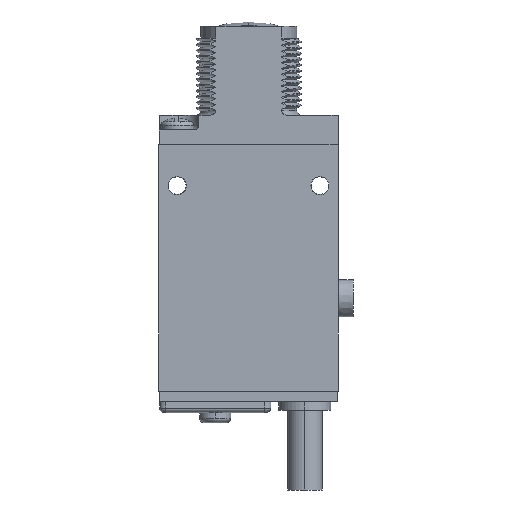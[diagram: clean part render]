
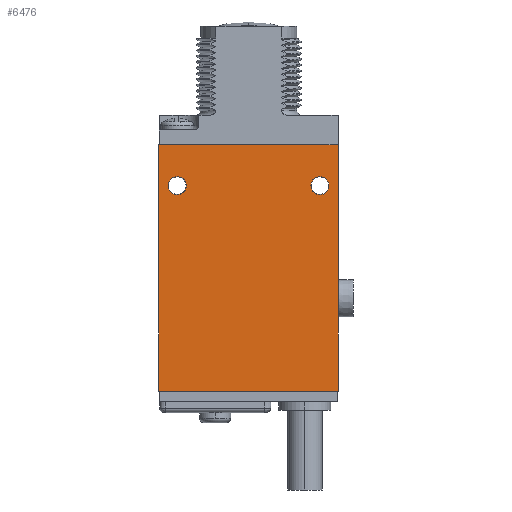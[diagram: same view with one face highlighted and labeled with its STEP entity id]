
A CAD part, left-side view. The second image highlights one B-rep face of the part: STEP entity #6476.
In plain terms, the highlighted planar face has unit normal (-1, 0, 0).
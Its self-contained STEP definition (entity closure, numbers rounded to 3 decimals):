
#1=DIRECTION('',(0.,-1.,0.));
#2=VECTOR('',#1,0.076);
#3=CARTESIAN_POINT('',(-6.02,-15.291,0.));
#4=LINE('',#3,#2);
#5=DIRECTION('',(0.,0.,-1.));
#6=VECTOR('',#5,42.164);
#7=CARTESIAN_POINT('',(-6.02,-15.367,0.));
#8=LINE('',#7,#6);
#9=DIRECTION('',(0.,1.,0.));
#10=VECTOR('',#9,30.785);
#11=CARTESIAN_POINT('',(-6.02,-15.367,-42.164));
#12=LINE('',#11,#10);
#13=DIRECTION('',(0.,0.,1.));
#14=VECTOR('',#13,42.164);
#15=CARTESIAN_POINT('',(-6.02,15.418,-42.164));
#16=LINE('',#15,#14);
#17=DIRECTION('',(0.,-1.,0.));
#18=VECTOR('',#17,0.127);
#19=CARTESIAN_POINT('',(-6.02,15.418,0.));
#20=LINE('',#19,#18);
#21=DIRECTION('',(0.,1.,0.));
#22=VECTOR('',#21,30.582);
#23=CARTESIAN_POINT('',(-6.02,-15.291,0.));
#24=LINE('',#23,#22);
#25=CARTESIAN_POINT('',(-6.02,12.243,-6.985));
#26=DIRECTION('',(1.,0.,0.));
#27=DIRECTION('',(0.,0.,-1.));
#28=AXIS2_PLACEMENT_3D('',#25,#26,#27);
#30=CARTESIAN_POINT('',(-6.02,12.243,-6.985));
#31=DIRECTION('',(1.,0.,0.));
#32=DIRECTION('',(0.,0.,1.));
#33=AXIS2_PLACEMENT_3D('',#30,#31,#32);
#35=CARTESIAN_POINT('',(-6.02,-12.192,-6.985));
#36=DIRECTION('',(1.,0.,0.));
#37=DIRECTION('',(0.,0.,-1.));
#38=AXIS2_PLACEMENT_3D('',#35,#36,#37);
#40=CARTESIAN_POINT('',(-6.02,-12.192,-6.985));
#41=DIRECTION('',(1.,0.,0.));
#42=DIRECTION('',(0.,0.,1.));
#43=AXIS2_PLACEMENT_3D('',#40,#41,#42);
#5721=CARTESIAN_POINT('',(-6.02,-15.367,0.));
#5722=CARTESIAN_POINT('',(-6.02,-15.367,-42.164));
#5723=VERTEX_POINT('',#5721);
#5724=VERTEX_POINT('',#5722);
#5725=CARTESIAN_POINT('',(-6.02,15.418,-42.164));
#5726=VERTEX_POINT('',#5725);
#5727=CARTESIAN_POINT('',(-6.02,15.418,0.));
#5728=VERTEX_POINT('',#5727);
#5737=CARTESIAN_POINT('',(-6.02,12.243,-8.535));
#5738=CARTESIAN_POINT('',(-6.02,12.243,-5.435));
#5739=VERTEX_POINT('',#5737);
#5740=VERTEX_POINT('',#5738);
#5741=CARTESIAN_POINT('',(-6.02,-12.192,-8.535));
#5742=CARTESIAN_POINT('',(-6.02,-12.192,-5.435));
#5743=VERTEX_POINT('',#5741);
#5744=VERTEX_POINT('',#5742);
#6149=CARTESIAN_POINT('',(-6.02,-15.291,0.));
#6150=CARTESIAN_POINT('',(-6.02,15.291,0.));
#6151=VERTEX_POINT('',#6149);
#6152=VERTEX_POINT('',#6150);
#6445=CARTESIAN_POINT('',(-6.02,-15.367,0.));
#6446=DIRECTION('',(1.,0.,0.));
#6447=DIRECTION('',(0.,0.,-1.));
#6448=AXIS2_PLACEMENT_3D('',#6445,#6446,#6447);
#6449=PLANE('',#6448);
#6451=ORIENTED_EDGE('',*,*,#6450,.T.);
#6453=ORIENTED_EDGE('',*,*,#6452,.T.);
#6455=ORIENTED_EDGE('',*,*,#6454,.T.);
#6457=ORIENTED_EDGE('',*,*,#6456,.T.);
#6459=ORIENTED_EDGE('',*,*,#6458,.T.);
#6461=ORIENTED_EDGE('',*,*,#6460,.F.);
#6462=EDGE_LOOP('',(#6451,#6453,#6455,#6457,#6459,#6461));
#6463=FACE_OUTER_BOUND('',#6462,.F.);
#6465=ORIENTED_EDGE('',*,*,#6464,.F.);
#6467=ORIENTED_EDGE('',*,*,#6466,.F.);
#6468=EDGE_LOOP('',(#6465,#6467));
#6469=FACE_BOUND('',#6468,.F.);
#6471=ORIENTED_EDGE('',*,*,#6470,.F.);
#6473=ORIENTED_EDGE('',*,*,#6472,.F.);
#6474=EDGE_LOOP('',(#6471,#6473));
#6475=FACE_BOUND('',#6474,.F.);
#6476=ADVANCED_FACE('',(#6463,#6469,#6475),#6449,.F.);
#29=CIRCLE('',#28,1.55);
#34=CIRCLE('',#33,1.55);
#39=CIRCLE('',#38,1.55);
#44=CIRCLE('',#43,1.55);
#6450=EDGE_CURVE('',#6151,#5723,#4,.T.);
#6452=EDGE_CURVE('',#5723,#5724,#8,.T.);
#6454=EDGE_CURVE('',#5724,#5726,#12,.T.);
#6456=EDGE_CURVE('',#5726,#5728,#16,.T.);
#6458=EDGE_CURVE('',#5728,#6152,#20,.T.);
#6460=EDGE_CURVE('',#6151,#6152,#24,.T.);
#6464=EDGE_CURVE('',#5739,#5740,#29,.T.);
#6466=EDGE_CURVE('',#5740,#5739,#34,.T.);
#6470=EDGE_CURVE('',#5743,#5744,#39,.T.);
#6472=EDGE_CURVE('',#5744,#5743,#44,.T.);
